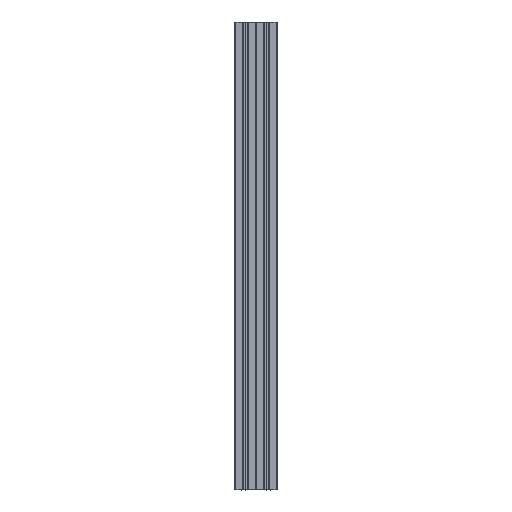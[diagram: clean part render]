
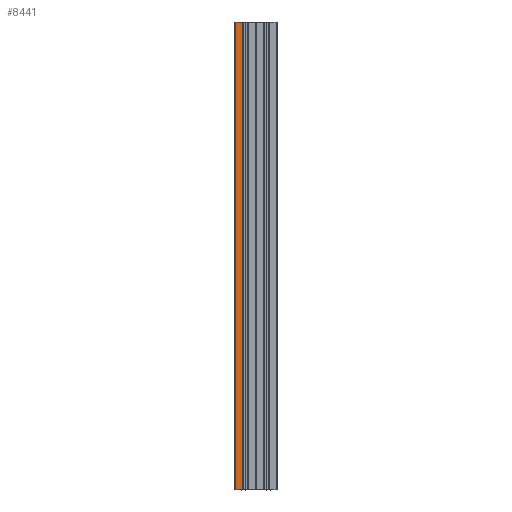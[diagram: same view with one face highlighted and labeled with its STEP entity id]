
A CAD part, left-side view. The second image highlights one B-rep face of the part: STEP entity #8441.
In plain terms, the highlighted planar face has unit normal (-1, 0, 0).
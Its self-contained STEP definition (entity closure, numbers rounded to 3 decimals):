
#564 = EDGE_CURVE ( 'NONE', #7115, #6144, #4422, .T. ) ;
#1883 = LINE ( 'NONE', #4065, #4812 ) ;
#3792 = EDGE_CURVE ( 'NONE', #7115, #6293, #4503, .T. ) ;
#4065 = CARTESIAN_POINT ( 'NONE',  ( -22.5, 22.5, -1000. ) ) ;
#4095 = CARTESIAN_POINT ( 'NONE',  ( -22.5, 20.5, -1000. ) ) ;
#4199 = CARTESIAN_POINT ( 'NONE',  ( -22.5, 20.5, -1000. ) ) ;
#4230 = CARTESIAN_POINT ( 'NONE',  ( -22.5, 6.325, -1000. ) ) ;
#4422 = LINE ( 'NONE', #10453, #19606 ) ;
#4503 = LINE ( 'NONE', #4230, #8530 ) ;
#4812 = VECTOR ( 'NONE', #22712, 1000. ) ;
#5652 = VERTEX_POINT ( 'NONE', #4095 ) ;
#5839 = CARTESIAN_POINT ( 'NONE',  ( -22.5, 22.5, -1000. ) ) ;
#6144 = VERTEX_POINT ( 'NONE', #22832 ) ;
#6187 = EDGE_CURVE ( 'NONE', #5652, #6144, #12031, .T. ) ;
#6293 = VERTEX_POINT ( 'NONE', #10894 ) ;
#6749 = DIRECTION ( 'NONE',  ( 0., 1., 0. ) ) ;
#7115 = VERTEX_POINT ( 'NONE', #26039 ) ;
#8177 = DIRECTION ( 'NONE',  ( 0., 0., 1. ) ) ;
#8427 = DIRECTION ( 'NONE',  ( 0., 0., 1. ) ) ;
#8441 = ADVANCED_FACE ( 'NONE', ( #14601 ), #22819, .T. ) ;
#8530 = VECTOR ( 'NONE', #20957, 1000. ) ;
#10453 = CARTESIAN_POINT ( 'NONE',  ( -22.5, 22.5, 0. ) ) ;
#10886 = EDGE_LOOP ( 'NONE', ( #21745, #11809, #26417, #22789 ) ) ;
#10894 = CARTESIAN_POINT ( 'NONE',  ( -22.5, 6.325, -1000. ) ) ;
#11809 = ORIENTED_EDGE ( 'NONE', *, *, #3792, .F. ) ;
#12031 = LINE ( 'NONE', #4199, #15329 ) ;
#12927 = AXIS2_PLACEMENT_3D ( 'NONE', #5839, #14337, #8427 ) ;
#14146 = EDGE_CURVE ( 'NONE', #6293, #5652, #1883, .T. ) ;
#14337 = DIRECTION ( 'NONE',  ( -1., 0., 0. ) ) ;
#14601 = FACE_OUTER_BOUND ( 'NONE', #10886, .T. ) ;
#15329 = VECTOR ( 'NONE', #8177, 1000. ) ;
#19606 = VECTOR ( 'NONE', #6749, 1000. ) ;
#20957 = DIRECTION ( 'NONE',  ( 0., 0., -1. ) ) ;
#21745 = ORIENTED_EDGE ( 'NONE', *, *, #14146, .F. ) ;
#22712 = DIRECTION ( 'NONE',  ( 0., 1., 0. ) ) ;
#22789 = ORIENTED_EDGE ( 'NONE', *, *, #6187, .F. ) ;
#22819 = PLANE ( 'NONE',  #12927 ) ;
#22832 = CARTESIAN_POINT ( 'NONE',  ( -22.5, 20.5, 0. ) ) ;
#26039 = CARTESIAN_POINT ( 'NONE',  ( -22.5, 6.325, 0. ) ) ;
#26417 = ORIENTED_EDGE ( 'NONE', *, *, #564, .T. ) ;
